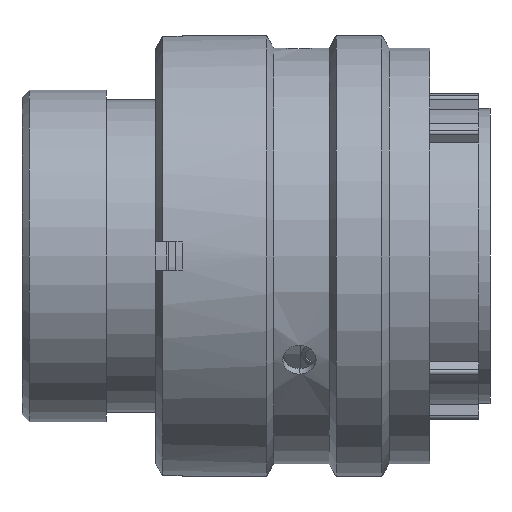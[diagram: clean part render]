
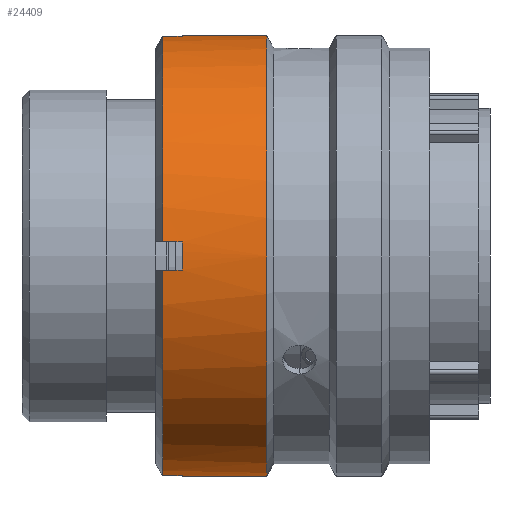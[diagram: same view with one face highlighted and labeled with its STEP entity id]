
A CAD part, front view. The second image highlights one B-rep face of the part: STEP entity #24409.
In plain terms, the highlighted cylindrical face has radius 15.7 mm (diameter 31.4 mm), a partial arc.
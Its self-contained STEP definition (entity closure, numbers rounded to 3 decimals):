
#1449 = ORIENTED_EDGE ( 'NONE', *, *, #31968, .T. ) ;
#1463 = LINE ( 'NONE', #64168, #43471 ) ;
#2663 = DIRECTION ( 'NONE',  ( 1., 0., 0. ) ) ;
#2707 = DIRECTION ( 'NONE',  ( 0., 0., -1. ) ) ;
#3742 = CIRCLE ( 'NONE', #17419, 15.7 ) ;
#4356 = CARTESIAN_POINT ( 'NONE',  ( 10.02, -1., 15.668 ) ) ;
#5134 = EDGE_CURVE ( 'NONE', #5917, #47651, #1463, .T. ) ;
#5167 = DIRECTION ( 'NONE',  ( 0., 0., -1. ) ) ;
#5400 = EDGE_CURVE ( 'NONE', #48182, #54641, #33619, .T. ) ;
#5837 = CARTESIAN_POINT ( 'NONE',  ( 11.42, 0., 15.7 ) ) ;
#5917 = VERTEX_POINT ( 'NONE', #42228 ) ;
#6259 = EDGE_CURVE ( 'NONE', #47651, #20494, #20548, .T. ) ;
#6865 = ORIENTED_EDGE ( 'NONE', *, *, #5134, .T. ) ;
#7040 = EDGE_LOOP ( 'NONE', ( #62822, #50820, #65378, #10307, #6865, #26688, #54167, #34776, #18937, #21503, #1449, #63032 ) ) ;
#8278 = CARTESIAN_POINT ( 'NONE',  ( 29.07, -15.668, -1. ) ) ;
#8461 = CIRCLE ( 'NONE', #10316, 15.7 ) ;
#9160 = CARTESIAN_POINT ( 'NONE',  ( 29.07, -1., 15.668 ) ) ;
#10307 = ORIENTED_EDGE ( 'NONE', *, *, #53467, .T. ) ;
#10316 = AXIS2_PLACEMENT_3D ( 'NONE', #33836, #39489, #49729 ) ;
#12400 = CARTESIAN_POINT ( 'NONE',  ( 11.42, 0., -15.7 ) ) ;
#12753 = CARTESIAN_POINT ( 'NONE',  ( 17.44, 0., -15.7 ) ) ;
#14662 = EDGE_CURVE ( 'NONE', #54641, #32335, #3742, .T. ) ;
#16532 = AXIS2_PLACEMENT_3D ( 'NONE', #36320, #25711, #5167 ) ;
#17419 = AXIS2_PLACEMENT_3D ( 'NONE', #53610, #22583, #2707 ) ;
#18469 = VERTEX_POINT ( 'NONE', #4356 ) ;
#18937 = ORIENTED_EDGE ( 'NONE', *, *, #49830, .T. ) ;
#19535 = DIRECTION ( 'NONE',  ( 1., 0., 0. ) ) ;
#19997 = CARTESIAN_POINT ( 'NONE',  ( 11.42, -1., 15.668 ) ) ;
#20074 = VERTEX_POINT ( 'NONE', #19997 ) ;
#20494 = VERTEX_POINT ( 'NONE', #40258 ) ;
#20548 = CIRCLE ( 'NONE', #48186, 15.7 ) ;
#20950 = CARTESIAN_POINT ( 'NONE',  ( 11.42, 0., 0. ) ) ;
#21098 = AXIS2_PLACEMENT_3D ( 'NONE', #63700, #43206, #47970 ) ;
#21503 = ORIENTED_EDGE ( 'NONE', *, *, #33429, .T. ) ;
#22583 = DIRECTION ( 'NONE',  ( 1., 0., 0. ) ) ;
#23161 = LINE ( 'NONE', #8278, #59643 ) ;
#24191 = LINE ( 'NONE', #65147, #57482 ) ;
#24409 = ADVANCED_FACE ( 'NONE', ( #47060 ), #56862, .T. ) ;
#24621 = VERTEX_POINT ( 'NONE', #12400 ) ;
#24680 = VECTOR ( 'NONE', #40506, 1000. ) ;
#25205 = CARTESIAN_POINT ( 'NONE',  ( 11.42, 0., 0. ) ) ;
#25711 = DIRECTION ( 'NONE',  ( 1., 0., 0. ) ) ;
#26688 = ORIENTED_EDGE ( 'NONE', *, *, #6259, .T. ) ;
#27529 = CIRCLE ( 'NONE', #21098, 15.7 ) ;
#28783 = DIRECTION ( 'NONE',  ( -1., 0., 0. ) ) ;
#28929 = DIRECTION ( 'NONE',  ( 0., 0., 1. ) ) ;
#29352 = CARTESIAN_POINT ( 'NONE',  ( 11.42, 0., 0. ) ) ;
#30482 = CARTESIAN_POINT ( 'NONE',  ( 11.42, -15.668, 1. ) ) ;
#31968 = EDGE_CURVE ( 'NONE', #24621, #32335, #24191, .T. ) ;
#32335 = VERTEX_POINT ( 'NONE', #12753 ) ;
#32845 = VECTOR ( 'NONE', #33709, 1000. ) ;
#33221 = CARTESIAN_POINT ( 'NONE',  ( 11.42, -1., -15.668 ) ) ;
#33429 = EDGE_CURVE ( 'NONE', #45881, #24621, #64646, .T. ) ;
#33619 = LINE ( 'NONE', #36175, #44165 ) ;
#33709 = DIRECTION ( 'NONE',  ( 1., 0., 0. ) ) ;
#33836 = CARTESIAN_POINT ( 'NONE',  ( 10.02, 0., 0. ) ) ;
#34776 = ORIENTED_EDGE ( 'NONE', *, *, #45528, .T. ) ;
#36175 = CARTESIAN_POINT ( 'NONE',  ( 29.07, 0., 15.7 ) ) ;
#36320 = CARTESIAN_POINT ( 'NONE',  ( 29.07, 0., 0. ) ) ;
#37415 = VERTEX_POINT ( 'NONE', #58861 ) ;
#39080 = AXIS2_PLACEMENT_3D ( 'NONE', #29352, #44568, #28929 ) ;
#39489 = DIRECTION ( 'NONE',  ( 1., 0., 0. ) ) ;
#40258 = CARTESIAN_POINT ( 'NONE',  ( 11.42, -15.668, -1. ) ) ;
#40506 = DIRECTION ( 'NONE',  ( -1., 0., 0. ) ) ;
#40904 = LINE ( 'NONE', #59418, #32845 ) ;
#42228 = CARTESIAN_POINT ( 'NONE',  ( 10.02, -15.668, 1. ) ) ;
#42421 = DIRECTION ( 'NONE',  ( 0., 0., 1. ) ) ;
#42525 = LINE ( 'NONE', #9160, #24680 ) ;
#43206 = DIRECTION ( 'NONE',  ( 1., 0., 0. ) ) ;
#43207 = EDGE_CURVE ( 'NONE', #20494, #52398, #23161, .T. ) ;
#43398 = EDGE_CURVE ( 'NONE', #20074, #18469, #42525, .T. ) ;
#43471 = VECTOR ( 'NONE', #58631, 1000. ) ;
#44165 = VECTOR ( 'NONE', #61867, 1000. ) ;
#44568 = DIRECTION ( 'NONE',  ( 1., 0., 0. ) ) ;
#44629 = AXIS2_PLACEMENT_3D ( 'NONE', #20950, #57206, #42421 ) ;
#45528 = EDGE_CURVE ( 'NONE', #52398, #37415, #27529, .T. ) ;
#45881 = VERTEX_POINT ( 'NONE', #33221 ) ;
#47060 = FACE_OUTER_BOUND ( 'NONE', #7040, .T. ) ;
#47651 = VERTEX_POINT ( 'NONE', #30482 ) ;
#47970 = DIRECTION ( 'NONE',  ( 0., 0., -1. ) ) ;
#48182 = VERTEX_POINT ( 'NONE', #5837 ) ;
#48186 = AXIS2_PLACEMENT_3D ( 'NONE', #25205, #19535, #61526 ) ;
#49729 = DIRECTION ( 'NONE',  ( 0., 0., -1. ) ) ;
#49830 = EDGE_CURVE ( 'NONE', #37415, #45881, #40904, .T. ) ;
#50820 = ORIENTED_EDGE ( 'NONE', *, *, #55533, .T. ) ;
#52398 = VERTEX_POINT ( 'NONE', #56473 ) ;
#53467 = EDGE_CURVE ( 'NONE', #18469, #5917, #8461, .T. ) ;
#53610 = CARTESIAN_POINT ( 'NONE',  ( 17.44, 0., 0. ) ) ;
#54167 = ORIENTED_EDGE ( 'NONE', *, *, #43207, .T. ) ;
#54641 = VERTEX_POINT ( 'NONE', #58046 ) ;
#55533 = EDGE_CURVE ( 'NONE', #48182, #20074, #56311, .T. ) ;
#56311 = CIRCLE ( 'NONE', #44629, 15.7 ) ;
#56473 = CARTESIAN_POINT ( 'NONE',  ( 10.02, -15.668, -1. ) ) ;
#56862 = CYLINDRICAL_SURFACE ( 'NONE', #16532, 15.7 ) ;
#57206 = DIRECTION ( 'NONE',  ( 1., 0., 0. ) ) ;
#57482 = VECTOR ( 'NONE', #2663, 1000. ) ;
#58046 = CARTESIAN_POINT ( 'NONE',  ( 17.44, 0., 15.7 ) ) ;
#58631 = DIRECTION ( 'NONE',  ( 1., 0., 0. ) ) ;
#58861 = CARTESIAN_POINT ( 'NONE',  ( 10.02, -1., -15.668 ) ) ;
#59418 = CARTESIAN_POINT ( 'NONE',  ( 29.07, -1., -15.668 ) ) ;
#59643 = VECTOR ( 'NONE', #28783, 1000. ) ;
#61526 = DIRECTION ( 'NONE',  ( 0., 0., 1. ) ) ;
#61867 = DIRECTION ( 'NONE',  ( 1., 0., 0. ) ) ;
#62822 = ORIENTED_EDGE ( 'NONE', *, *, #5400, .F. ) ;
#63032 = ORIENTED_EDGE ( 'NONE', *, *, #14662, .F. ) ;
#63700 = CARTESIAN_POINT ( 'NONE',  ( 10.02, 0., 0. ) ) ;
#64168 = CARTESIAN_POINT ( 'NONE',  ( 29.07, -15.668, 1. ) ) ;
#64646 = CIRCLE ( 'NONE', #39080, 15.7 ) ;
#65147 = CARTESIAN_POINT ( 'NONE',  ( 29.07, 0., -15.7 ) ) ;
#65378 = ORIENTED_EDGE ( 'NONE', *, *, #43398, .T. ) ;
